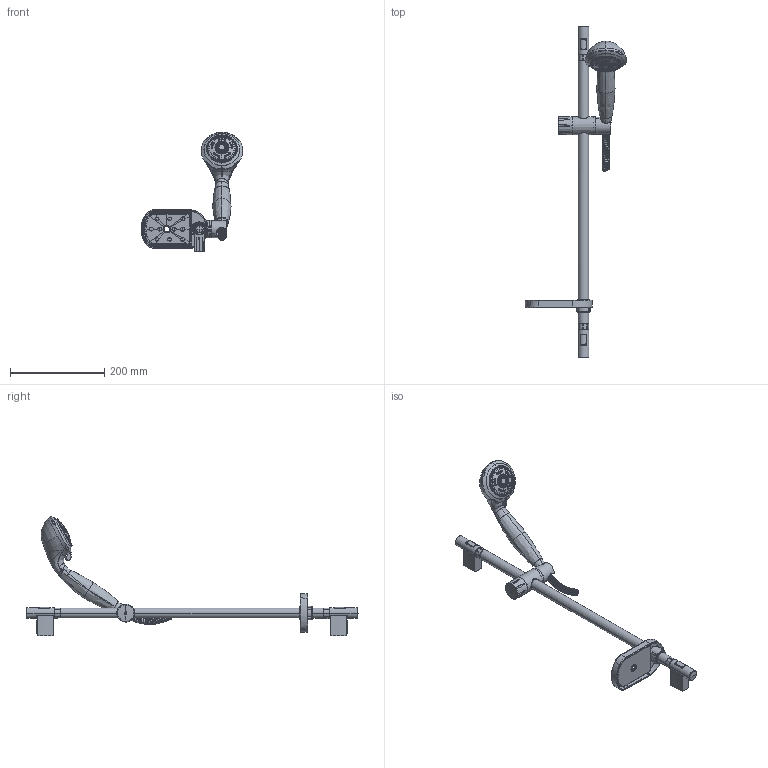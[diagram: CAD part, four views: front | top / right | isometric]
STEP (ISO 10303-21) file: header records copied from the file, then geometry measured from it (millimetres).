
FILE_DESCRIPTION((''),'2;1');
FILE_NAME('ZSAL121CR','2021-11-15T12:50:35',('ut3'),('PAFFONI SpA'),'CREO PARAMETRIC BY PTC INC, 2020044','CREO PARAMETRIC BY PTC INC, 2020044','');
FILE_SCHEMA(('CONFIG_CONTROL_DESIGN','SHAPE_APPEARANCE_LAYERS_GROUPS'));
Length unit declared in the file: millimetre
Products named in the file (1): ZSAL121CR
Bounding box: 215.96 x 706 x 253.74 mm (x, y, z)
Volume: 567172.9 mm3; surface area: 258469.2 mm2
Topology: 8 solids, 8 shells, 1797 faces, 4609 edges, 2914 vertices
Faces by surface type: cylinder 489, plane 402, bspline 398, cone 206, torus 190, sphere 104, revolution 8
Entity records: 131159 total; most frequent: CARTESIAN_POINT 79476, ORIENTED_EDGE 9092, DIRECTION 6693, EDGE_CURVE 4546, VERTEX_POINT 2913, AXIS2_PLACEMENT_3D 2780, B_SPLINE_CURVE_WITH_KNOTS 2040, EDGE_LOOP 1991
